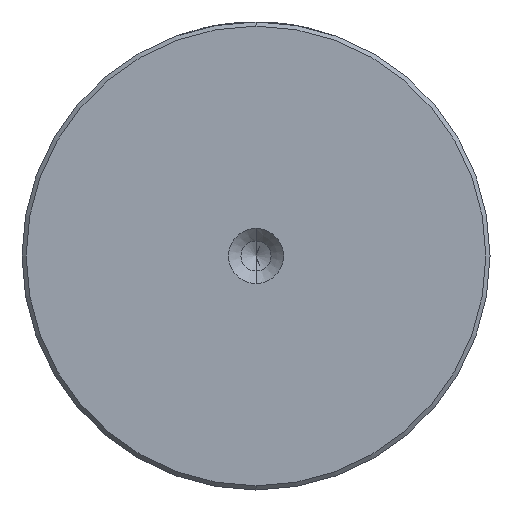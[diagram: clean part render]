
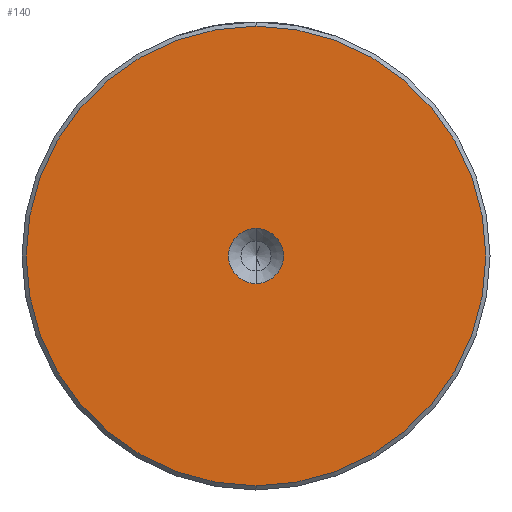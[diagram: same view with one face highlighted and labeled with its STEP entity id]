
A CAD part, left-side view. The second image highlights one B-rep face of the part: STEP entity #140.
In plain terms, the highlighted planar face has unit normal (-1, 0, 0).
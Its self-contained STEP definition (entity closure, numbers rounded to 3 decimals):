
#15 = EDGE_CURVE ( 'NONE', #171, #202, #2570, .T. ) ;
#139 = FACE_BOUND ( 'NONE', #1496, .T. ) ;
#140 = ADVANCED_FACE ( 'NONE', ( #2694, #139 ), #2574, .T. ) ;
#171 = VERTEX_POINT ( 'NONE', #2298 ) ;
#202 = VERTEX_POINT ( 'NONE', #2110 ) ;
#221 = DIRECTION ( 'NONE',  ( -1., 0., 0. ) ) ;
#256 = ORIENTED_EDGE ( 'NONE', *, *, #2629, .F. ) ;
#462 = DIRECTION ( 'NONE',  ( 0., 0., 1. ) ) ;
#557 = CARTESIAN_POINT ( 'NONE',  ( 0., 0., 0. ) ) ;
#623 = DIRECTION ( 'NONE',  ( -1., 0., 0. ) ) ;
#877 = EDGE_CURVE ( 'NONE', #3183, #2572, #2610, .T. ) ;
#906 = ORIENTED_EDGE ( 'NONE', *, *, #1246, .T. ) ;
#1014 = CARTESIAN_POINT ( 'NONE',  ( 0., 0., 0. ) ) ;
#1199 = CARTESIAN_POINT ( 'NONE',  ( 0., 0., 0. ) ) ;
#1246 = EDGE_CURVE ( 'NONE', #2572, #3183, #2473, .T. ) ;
#1252 = DIRECTION ( 'NONE',  ( 0., 0., 1. ) ) ;
#1295 = AXIS2_PLACEMENT_3D ( 'NONE', #1688, #221, #1954 ) ;
#1320 = AXIS2_PLACEMENT_3D ( 'NONE', #1014, #2728, #1252 ) ;
#1430 = DIRECTION ( 'NONE',  ( 0., 0., 1. ) ) ;
#1496 = EDGE_LOOP ( 'NONE', ( #1528, #256 ) ) ;
#1528 = ORIENTED_EDGE ( 'NONE', *, *, #15, .F. ) ;
#1688 = CARTESIAN_POINT ( 'NONE',  ( 0., 0., 0. ) ) ;
#1710 = AXIS2_PLACEMENT_3D ( 'NONE', #557, #623, #462 ) ;
#1899 = CARTESIAN_POINT ( 'NONE',  ( 0., 0., 27.5 ) ) ;
#1954 = DIRECTION ( 'NONE',  ( 0., 0., 1. ) ) ;
#1988 = AXIS2_PLACEMENT_3D ( 'NONE', #2521, #2547, #2533 ) ;
#2110 = CARTESIAN_POINT ( 'NONE',  ( 0., 0., -3.3 ) ) ;
#2145 = AXIS2_PLACEMENT_3D ( 'NONE', #1199, #2918, #1430 ) ;
#2184 = ORIENTED_EDGE ( 'NONE', *, *, #877, .T. ) ;
#2298 = CARTESIAN_POINT ( 'NONE',  ( 0., 0., 3.3 ) ) ;
#2409 = CARTESIAN_POINT ( 'NONE',  ( 0., 0., -27.5 ) ) ;
#2461 = CIRCLE ( 'NONE', #1295, 3.3 ) ;
#2473 = CIRCLE ( 'NONE', #1320, 27.5 ) ;
#2506 = EDGE_LOOP ( 'NONE', ( #906, #2184 ) ) ;
#2521 = CARTESIAN_POINT ( 'NONE',  ( 0., 0., 0. ) ) ;
#2533 = DIRECTION ( 'NONE',  ( 0., 0., 1. ) ) ;
#2547 = DIRECTION ( 'NONE',  ( -1., 0., 0. ) ) ;
#2570 = CIRCLE ( 'NONE', #1710, 3.3 ) ;
#2572 = VERTEX_POINT ( 'NONE', #2409 ) ;
#2574 = PLANE ( 'NONE',  #1988 ) ;
#2610 = CIRCLE ( 'NONE', #2145, 27.5 ) ;
#2629 = EDGE_CURVE ( 'NONE', #202, #171, #2461, .T. ) ;
#2694 = FACE_OUTER_BOUND ( 'NONE', #2506, .T. ) ;
#2728 = DIRECTION ( 'NONE',  ( -1., 0., 0. ) ) ;
#2918 = DIRECTION ( 'NONE',  ( -1., 0., 0. ) ) ;
#3183 = VERTEX_POINT ( 'NONE', #1899 ) ;
